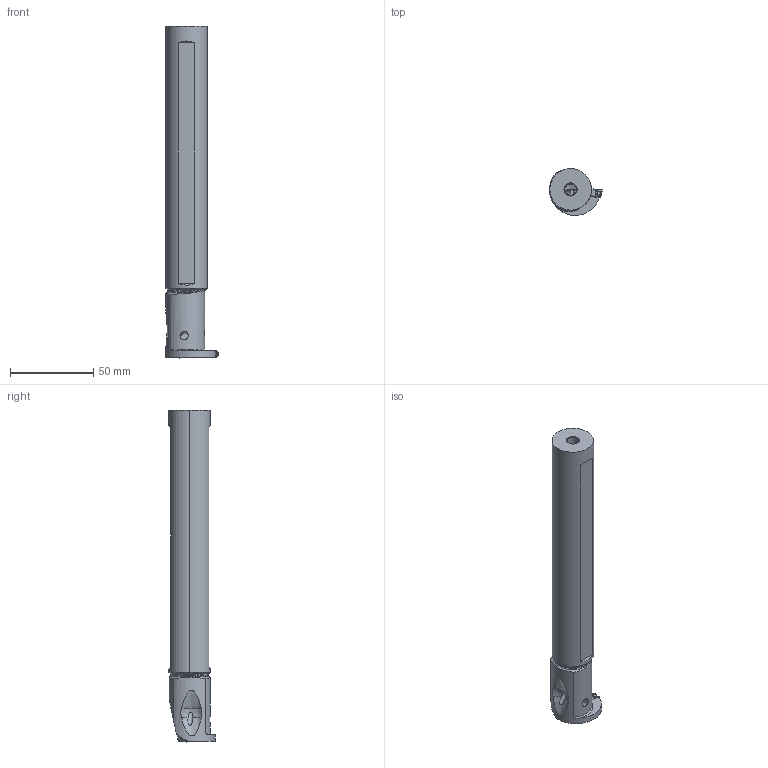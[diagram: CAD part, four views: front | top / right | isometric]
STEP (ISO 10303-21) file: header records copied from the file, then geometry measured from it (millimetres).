
FILE_DESCRIPTION(/* description */ (''),/* implementation_level */ '2;1');
FILE_NAME(/* name */ 'GYAL25R90B-H07_CW4_75_MR2_38.stp',/* time_stamp */ '2023-03-20T14:53:18+09:00',/* author */ (''),/* organization */ (''),/* preprocessor_version */ 'ST-DEVELOPER v16',/* originating_system */ 'SIEMENS PLM Software NX 10.0',/* authorisation */ '');
FILE_SCHEMA (('AUTOMOTIVE_DESIGN { 1 0 10303 214 3 1 1 1 }'));
Length unit declared in the file: millimetre
Products named in the file (1): GYAL25R90B-H07_CW4_75_MR2_38_ASM
Bounding box: 31.82 x 27.82 x 199.87 mm (x, y, z)
Volume: 86455.3 mm3; surface area: 21755.5 mm2
Topology: 2 solids, 2 shells, 181 faces, 558 edges, 403 vertices
Faces by surface type: cylinder 60, bspline 53, plane 42, cone 15, torus 7, sphere 2, extrusion 2
Entity records: 11054 total; most frequent: CARTESIAN_POINT 6554, ORIENTED_EDGE 1064, DIRECTION 699, EDGE_CURVE 532, VERTEX_POINT 358, AXIS2_PLACEMENT_3D 273, B_SPLINE_CURVE_WITH_KNOTS 251, EDGE_LOOP 190
